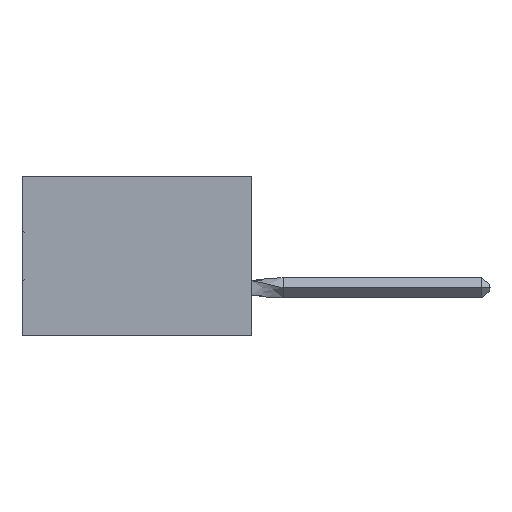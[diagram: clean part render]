
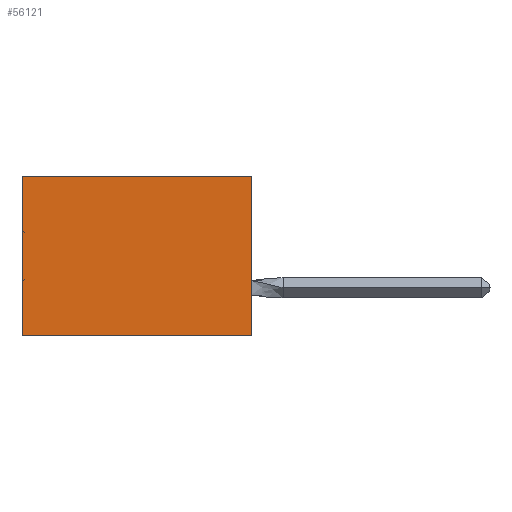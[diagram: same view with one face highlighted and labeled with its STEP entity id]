
A CAD part, left-side view. The second image highlights one B-rep face of the part: STEP entity #56121.
In plain terms, the highlighted planar face has unit normal (-1, 0, 0).
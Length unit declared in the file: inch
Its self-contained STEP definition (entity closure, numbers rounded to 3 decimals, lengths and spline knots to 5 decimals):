
#2450 = VERTEX_POINT ( 'NONE', #23703 ) ;
#2484 = EDGE_CURVE ( 'NONE', #2450, #36269, #37638, .T. ) ;
#3026 = DIRECTION ( 'NONE',  ( 0., 0., -1. ) ) ;
#5573 = ORIENTED_EDGE ( 'NONE', *, *, #31329, .F. ) ;
#12592 = CARTESIAN_POINT ( 'NONE',  ( 0.305, 0.72, -0.5 ) ) ;
#13871 = VECTOR ( 'NONE', #39883, 39.37008 ) ;
#15279 = VECTOR ( 'NONE', #25708, 39.37008 ) ;
#15314 = ORIENTED_EDGE ( 'NONE', *, *, #28686, .T. ) ;
#21215 = FACE_OUTER_BOUND ( 'NONE', #34847, .T. ) ;
#22570 = CARTESIAN_POINT ( 'NONE',  ( 0.305, 0., 0. ) ) ;
#23703 = CARTESIAN_POINT ( 'NONE',  ( 0.305, 0.72, 0. ) ) ;
#24363 = DIRECTION ( 'NONE',  ( 1., 0., 0. ) ) ;
#25322 = CARTESIAN_POINT ( 'NONE',  ( 0.305, 0., -0.5 ) ) ;
#25708 = DIRECTION ( 'NONE',  ( 0., 1., 0. ) ) ;
#26487 = LINE ( 'NONE', #52162, #57897 ) ;
#28686 = EDGE_CURVE ( 'NONE', #29641, #2450, #50249, .T. ) ;
#29222 = CARTESIAN_POINT ( 'NONE',  ( 0.305, 0., -0.5 ) ) ;
#29641 = VERTEX_POINT ( 'NONE', #52312 ) ;
#31329 = EDGE_CURVE ( 'NONE', #50920, #36269, #26487, .T. ) ;
#34847 = EDGE_LOOP ( 'NONE', ( #54536, #5573, #36506, #15314 ) ) ;
#36269 = VERTEX_POINT ( 'NONE', #40527 ) ;
#36506 = ORIENTED_EDGE ( 'NONE', *, *, #40730, .F. ) ;
#37638 = LINE ( 'NONE', #12592, #13871 ) ;
#38842 = DIRECTION ( 'NONE',  ( 0., 1., 0. ) ) ;
#39883 = DIRECTION ( 'NONE',  ( 0., 0., -1. ) ) ;
#40527 = CARTESIAN_POINT ( 'NONE',  ( 0.305, 0.72, -0.5 ) ) ;
#40730 = EDGE_CURVE ( 'NONE', #29641, #50920, #45101, .T. ) ;
#45101 = LINE ( 'NONE', #25322, #50746 ) ;
#50249 = LINE ( 'NONE', #22570, #15279 ) ;
#50440 = CARTESIAN_POINT ( 'NONE',  ( 0.305, 0., -0.5 ) ) ;
#50746 = VECTOR ( 'NONE', #3026, 39.37008 ) ;
#50920 = VERTEX_POINT ( 'NONE', #50440 ) ;
#51056 = PLANE ( 'NONE',  #53755 ) ;
#52162 = CARTESIAN_POINT ( 'NONE',  ( 0.305, 0., -0.5 ) ) ;
#52312 = CARTESIAN_POINT ( 'NONE',  ( 0.305, 0., 0. ) ) ;
#53755 = AXIS2_PLACEMENT_3D ( 'NONE', #29222, #24363, #55751 ) ;
#54536 = ORIENTED_EDGE ( 'NONE', *, *, #2484, .T. ) ;
#55751 = DIRECTION ( 'NONE',  ( 0., 0., -1. ) ) ;
#56121 = ADVANCED_FACE ( 'NONE', ( #21215 ), #51056, .F. ) ;
#57897 = VECTOR ( 'NONE', #38842, 39.37008 ) ;
